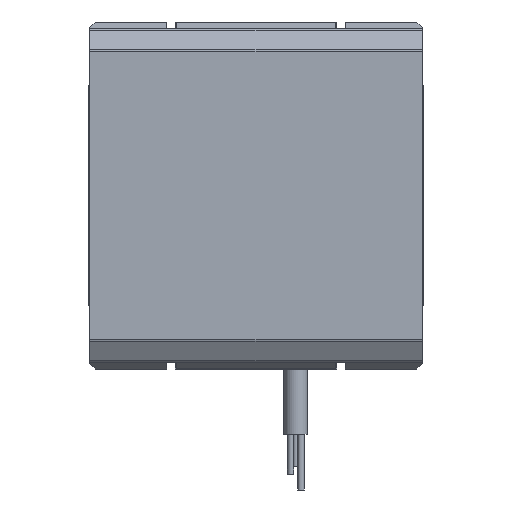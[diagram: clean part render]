
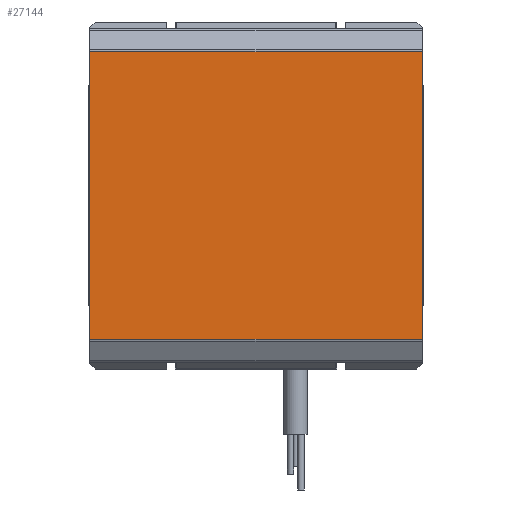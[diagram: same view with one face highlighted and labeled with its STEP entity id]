
A CAD part, front view. The second image highlights one B-rep face of the part: STEP entity #27144.
In plain terms, the highlighted planar face has unit normal (0, -1, 0).
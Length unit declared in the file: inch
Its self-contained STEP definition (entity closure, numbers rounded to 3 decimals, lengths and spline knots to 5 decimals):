
#1184 = VERTEX_POINT ( 'NONE', #34734 ) ;
#3257 = LINE ( 'NONE', #26554, #42765 ) ;
#3327 = EDGE_CURVE ( 'NONE', #43649, #17099, #4462, .T. ) ;
#4462 = LINE ( 'NONE', #36296, #44590 ) ;
#5025 = EDGE_LOOP ( 'NONE', ( #19761, #17850, #49824, #23911 ) ) ;
#5444 = DIRECTION ( 'NONE',  ( 0., 1., 0. ) ) ;
#5694 = DIRECTION ( 'NONE',  ( 0., 0., 1. ) ) ;
#6575 = EDGE_CURVE ( 'NONE', #44271, #1184, #22158, .T. ) ;
#6579 = EDGE_CURVE ( 'NONE', #44271, #43649, #3257, .T. ) ;
#13810 = CARTESIAN_POINT ( 'NONE',  ( 0.82283, -1.00787, -0.71021 ) ) ;
#14483 = AXIS2_PLACEMENT_3D ( 'NONE', #29760, #5444, #5694 ) ;
#17099 = VERTEX_POINT ( 'NONE', #22985 ) ;
#17850 = ORIENTED_EDGE ( 'NONE', *, *, #3327, .F. ) ;
#19607 = VECTOR ( 'NONE', #34587, 39.37008 ) ;
#19761 = ORIENTED_EDGE ( 'NONE', *, *, #47345, .F. ) ;
#20257 = DIRECTION ( 'NONE',  ( 0., 0., -1. ) ) ;
#20979 = FACE_OUTER_BOUND ( 'NONE', #5025, .T. ) ;
#22158 = LINE ( 'NONE', #37954, #19607 ) ;
#22580 = DIRECTION ( 'NONE',  ( -1., 0., 0. ) ) ;
#22985 = CARTESIAN_POINT ( 'NONE',  ( 0.82283, -1.00787, -0.71021 ) ) ;
#23911 = ORIENTED_EDGE ( 'NONE', *, *, #6575, .T. ) ;
#26554 = CARTESIAN_POINT ( 'NONE',  ( 0.82283, -1.00787, 0.71021 ) ) ;
#27144 = ADVANCED_FACE ( 'NONE', ( #20979 ), #49415, .F. ) ;
#29760 = CARTESIAN_POINT ( 'NONE',  ( 0.82283, -1.00787, 0.71021 ) ) ;
#34067 = DIRECTION ( 'NONE',  ( 1., 0., 0. ) ) ;
#34587 = DIRECTION ( 'NONE',  ( 0., 0., -1. ) ) ;
#34734 = CARTESIAN_POINT ( 'NONE',  ( -0.82283, -1.00787, -0.71021 ) ) ;
#36296 = CARTESIAN_POINT ( 'NONE',  ( 0.82283, -1.00787, 0.80315 ) ) ;
#37420 = CARTESIAN_POINT ( 'NONE',  ( -0.82283, -1.00787, 0.71021 ) ) ;
#37954 = CARTESIAN_POINT ( 'NONE',  ( -0.82283, -1.00787, 0.80315 ) ) ;
#42712 = CARTESIAN_POINT ( 'NONE',  ( 0.82283, -1.00787, 0.71021 ) ) ;
#42765 = VECTOR ( 'NONE', #34067, 39.37008 ) ;
#43269 = VECTOR ( 'NONE', #22580, 39.37008 ) ;
#43649 = VERTEX_POINT ( 'NONE', #42712 ) ;
#44271 = VERTEX_POINT ( 'NONE', #37420 ) ;
#44590 = VECTOR ( 'NONE', #20257, 39.37008 ) ;
#45380 = LINE ( 'NONE', #13810, #43269 ) ;
#47345 = EDGE_CURVE ( 'NONE', #17099, #1184, #45380, .T. ) ;
#49415 = PLANE ( 'NONE',  #14483 ) ;
#49824 = ORIENTED_EDGE ( 'NONE', *, *, #6579, .F. ) ;
